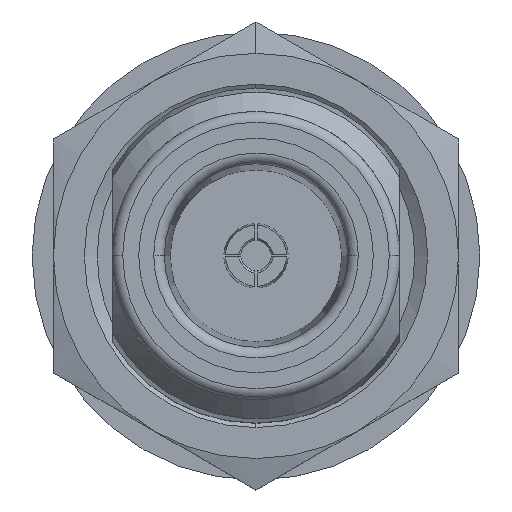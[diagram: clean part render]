
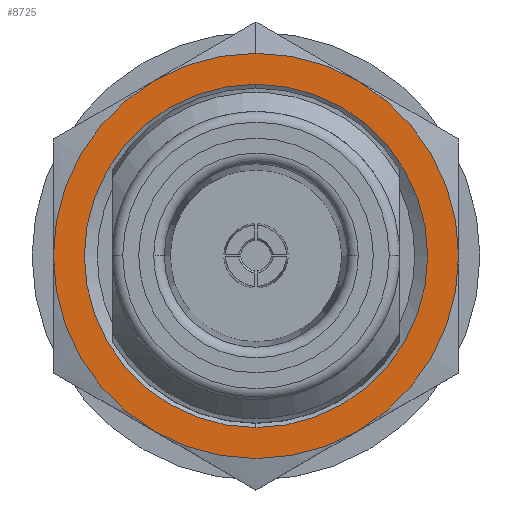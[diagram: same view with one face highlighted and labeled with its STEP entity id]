
A CAD part, top view. The second image highlights one B-rep face of the part: STEP entity #8725.
In plain terms, the highlighted planar face has unit normal (0, 0, 1).
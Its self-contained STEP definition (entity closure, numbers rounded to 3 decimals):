
#34 = DIRECTION ( 'NONE',  ( 0., 1., 0. ) ) ;
#84 = CARTESIAN_POINT ( 'NONE',  ( 0., 9.5, -11.8 ) ) ;
#239 = CARTESIAN_POINT ( 'NONE',  ( 9.5, 0., -11.8 ) ) ;
#321 = ORIENTED_EDGE ( 'NONE', *, *, #8280, .T. ) ;
#543 = CARTESIAN_POINT ( 'NONE',  ( 4.75, 8.227, -11.8 ) ) ;
#587 = AXIS2_PLACEMENT_3D ( 'NONE', #2193, #7306, #2918 ) ;
#650 = CARTESIAN_POINT ( 'NONE',  ( 0., 0., -11.8 ) ) ;
#651 = DIRECTION ( 'NONE',  ( -1., 0., 0. ) ) ;
#674 = CARTESIAN_POINT ( 'NONE',  ( 0., 0., -11.8 ) ) ;
#1003 = EDGE_LOOP ( 'NONE', ( #6349, #8411 ) ) ;
#1071 = EDGE_CURVE ( 'NONE', #9085, #3274, #1992, .T. ) ;
#1121 = VERTEX_POINT ( 'NONE', #2408 ) ;
#1384 = DIRECTION ( 'NONE',  ( -1., 0., 0. ) ) ;
#1424 = DIRECTION ( 'NONE',  ( 0., 0., -1. ) ) ;
#1511 = ORIENTED_EDGE ( 'NONE', *, *, #5113, .T. ) ;
#1792 = ORIENTED_EDGE ( 'NONE', *, *, #4510, .T. ) ;
#1992 = CIRCLE ( 'NONE', #5908, 9.5 ) ;
#2095 = CARTESIAN_POINT ( 'NONE',  ( 0., 0., -11.8 ) ) ;
#2193 = CARTESIAN_POINT ( 'NONE',  ( 0., 0., -11.8 ) ) ;
#2234 = AXIS2_PLACEMENT_3D ( 'NONE', #3781, #8888, #4504 ) ;
#2268 = EDGE_LOOP ( 'NONE', ( #2808, #1511, #7781, #321, #4240, #8891, #1792 ) ) ;
#2371 = EDGE_CURVE ( 'NONE', #5946, #1121, #5507, .T. ) ;
#2408 = CARTESIAN_POINT ( 'NONE',  ( -9.5, 0., -11.8 ) ) ;
#2417 = AXIS2_PLACEMENT_3D ( 'NONE', #5774, #1424, #6522 ) ;
#2442 = VERTEX_POINT ( 'NONE', #4347 ) ;
#2808 = ORIENTED_EDGE ( 'NONE', *, *, #2371, .T. ) ;
#2809 = DIRECTION ( 'NONE',  ( -1., 0., 0. ) ) ;
#2850 = CIRCLE ( 'NONE', #5625, 9.5 ) ;
#2918 = DIRECTION ( 'NONE',  ( -1., 0., 0. ) ) ;
#3274 = VERTEX_POINT ( 'NONE', #239 ) ;
#3412 = CIRCLE ( 'NONE', #7119, 8.05 ) ;
#3585 = EDGE_CURVE ( 'NONE', #9315, #6604, #3412, .T. ) ;
#3628 = CARTESIAN_POINT ( 'NONE',  ( 0., 0., -11.8 ) ) ;
#3683 = FACE_OUTER_BOUND ( 'NONE', #2268, .T. ) ;
#3781 = CARTESIAN_POINT ( 'NONE',  ( 0., 0., -11.8 ) ) ;
#3817 = VERTEX_POINT ( 'NONE', #7271 ) ;
#4212 = DIRECTION ( 'NONE',  ( 0., 0., 1. ) ) ;
#4240 = ORIENTED_EDGE ( 'NONE', *, *, #1071, .F. ) ;
#4299 = EDGE_CURVE ( 'NONE', #9085, #4435, #6907, .T. ) ;
#4347 = CARTESIAN_POINT ( 'NONE',  ( -4.75, -8.227, -11.8 ) ) ;
#4367 = DIRECTION ( 'NONE',  ( -1., 0., 0. ) ) ;
#4435 = VERTEX_POINT ( 'NONE', #84 ) ;
#4504 = DIRECTION ( 'NONE',  ( -1., 0., 0. ) ) ;
#4510 = EDGE_CURVE ( 'NONE', #4435, #5946, #8172, .T. ) ;
#4794 = DIRECTION ( 'NONE',  ( 0., 0., -1. ) ) ;
#4968 = DIRECTION ( 'NONE',  ( 0., 0., -1. ) ) ;
#5113 = EDGE_CURVE ( 'NONE', #1121, #2442, #7016, .T. ) ;
#5496 = EDGE_CURVE ( 'NONE', #2442, #3817, #8391, .T. ) ;
#5507 = CIRCLE ( 'NONE', #5924, 9.5 ) ;
#5625 = AXIS2_PLACEMENT_3D ( 'NONE', #2095, #7195, #2809 ) ;
#5715 = DIRECTION ( 'NONE',  ( 0., 0., -1. ) ) ;
#5734 = DIRECTION ( 'NONE',  ( 0., 0., 1. ) ) ;
#5774 = CARTESIAN_POINT ( 'NONE',  ( 0., 0., -11.8 ) ) ;
#5846 = DIRECTION ( 'NONE',  ( 0., 1., 0. ) ) ;
#5908 = AXIS2_PLACEMENT_3D ( 'NONE', #6648, #4794, #5846 ) ;
#5924 = AXIS2_PLACEMENT_3D ( 'NONE', #674, #5734, #1384 ) ;
#5946 = VERTEX_POINT ( 'NONE', #6239 ) ;
#6239 = CARTESIAN_POINT ( 'NONE',  ( -4.75, 8.227, -11.8 ) ) ;
#6349 = ORIENTED_EDGE ( 'NONE', *, *, #3585, .T. ) ;
#6376 = AXIS2_PLACEMENT_3D ( 'NONE', #9362, #4968, #651 ) ;
#6436 = PLANE ( 'NONE',  #6376 ) ;
#6522 = DIRECTION ( 'NONE',  ( 0., 1., 0. ) ) ;
#6604 = VERTEX_POINT ( 'NONE', #9092 ) ;
#6605 = CARTESIAN_POINT ( 'NONE',  ( 0., -8.05, -11.8 ) ) ;
#6648 = CARTESIAN_POINT ( 'NONE',  ( 0., 0., -11.8 ) ) ;
#6792 = EDGE_CURVE ( 'NONE', #6604, #9315, #9012, .T. ) ;
#6907 = CIRCLE ( 'NONE', #7876, 9.5 ) ;
#7016 = CIRCLE ( 'NONE', #8785, 9.5 ) ;
#7119 = AXIS2_PLACEMENT_3D ( 'NONE', #650, #5715, #34 ) ;
#7195 = DIRECTION ( 'NONE',  ( 0., 0., 1. ) ) ;
#7271 = CARTESIAN_POINT ( 'NONE',  ( 4.75, -8.227, -11.8 ) ) ;
#7306 = DIRECTION ( 'NONE',  ( 0., 0., 1. ) ) ;
#7351 = FACE_BOUND ( 'NONE', #1003, .T. ) ;
#7781 = ORIENTED_EDGE ( 'NONE', *, *, #5496, .T. ) ;
#7876 = AXIS2_PLACEMENT_3D ( 'NONE', #8601, #4212, #9328 ) ;
#8172 = CIRCLE ( 'NONE', #2234, 9.5 ) ;
#8280 = EDGE_CURVE ( 'NONE', #3817, #3274, #2850, .T. ) ;
#8391 = CIRCLE ( 'NONE', #587, 9.5 ) ;
#8411 = ORIENTED_EDGE ( 'NONE', *, *, #6792, .T. ) ;
#8601 = CARTESIAN_POINT ( 'NONE',  ( 0., 0., -11.8 ) ) ;
#8725 = ADVANCED_FACE ( 'NONE', ( #7351, #3683 ), #6436, .F. ) ;
#8752 = DIRECTION ( 'NONE',  ( 0., 0., 1. ) ) ;
#8785 = AXIS2_PLACEMENT_3D ( 'NONE', #3628, #8752, #4367 ) ;
#8888 = DIRECTION ( 'NONE',  ( 0., 0., 1. ) ) ;
#8891 = ORIENTED_EDGE ( 'NONE', *, *, #4299, .T. ) ;
#9012 = CIRCLE ( 'NONE', #2417, 8.05 ) ;
#9085 = VERTEX_POINT ( 'NONE', #543 ) ;
#9092 = CARTESIAN_POINT ( 'NONE',  ( 0., 8.05, -11.8 ) ) ;
#9315 = VERTEX_POINT ( 'NONE', #6605 ) ;
#9328 = DIRECTION ( 'NONE',  ( -1., 0., 0. ) ) ;
#9362 = CARTESIAN_POINT ( 'NONE',  ( 9.5, -16.454, -11.8 ) ) ;
